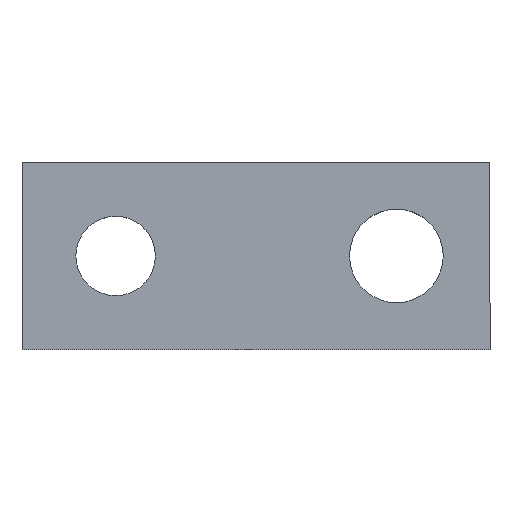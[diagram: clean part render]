
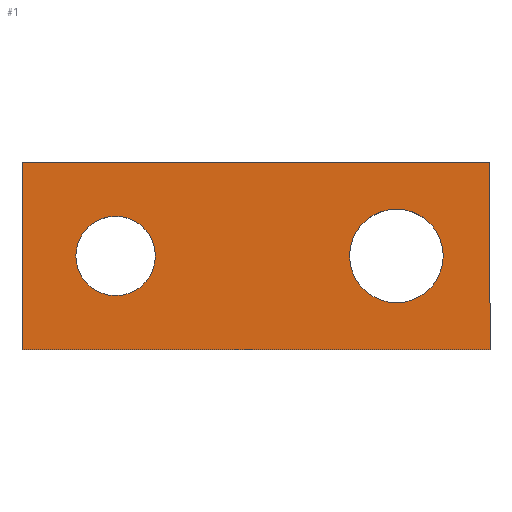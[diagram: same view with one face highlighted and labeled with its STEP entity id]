
A CAD part, top view. The second image highlights one B-rep face of the part: STEP entity #1.
In plain terms, the highlighted planar face has unit normal (0, 0, 1).
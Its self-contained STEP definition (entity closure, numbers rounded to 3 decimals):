
#1 = ADVANCED_FACE ( 'NONE', ( #116, #81, #153 ), #218, .F. ) ;
#15 = EDGE_CURVE ( 'NONE', #291, #238, #90, .T. ) ;
#20 = EDGE_CURVE ( 'NONE', #293, #302, #75, .T. ) ;
#24 = AXIS2_PLACEMENT_3D ( 'NONE', #344, #332, #220 ) ;
#29 = EDGE_CURVE ( 'NONE', #227, #299, #146, .T. ) ;
#30 = EDGE_CURVE ( 'NONE', #299, #227, #129, .T. ) ;
#32 = EDGE_CURVE ( 'NONE', #245, #251, #94, .T. ) ;
#33 = EDGE_CURVE ( 'NONE', #238, #245, #141, .T. ) ;
#34 = EDGE_CURVE ( 'NONE', #251, #291, #128, .T. ) ;
#36 = EDGE_CURVE ( 'NONE', #302, #293, #117, .T. ) ;
#41 = AXIS2_PLACEMENT_3D ( 'NONE', #228, #230, #231 ) ;
#47 = AXIS2_PLACEMENT_3D ( 'NONE', #345, #330, #342 ) ;
#51 = AXIS2_PLACEMENT_3D ( 'NONE', #280, #310, #304 ) ;
#55 = AXIS2_PLACEMENT_3D ( 'NONE', #223, #352, #353 ) ;
#75 = CIRCLE ( 'NONE', #51, 5. ) ;
#79 = EDGE_LOOP ( 'NONE', ( #193, #162, #190, #166 ) ) ;
#80 = VECTOR ( 'NONE', #296, 1000. ) ;
#81 = FACE_OUTER_BOUND ( 'NONE', #79, .T. ) ;
#90 = LINE ( 'NONE', #289, #80 ) ;
#94 = LINE ( 'NONE', #272, #107 ) ;
#95 = ORIENTED_EDGE ( 'NONE', *, *, #20, .F. ) ;
#107 = VECTOR ( 'NONE', #309, 1000. ) ;
#109 = EDGE_LOOP ( 'NONE', ( #95, #201 ) ) ;
#110 = EDGE_LOOP ( 'NONE', ( #198, #170 ) ) ;
#116 = FACE_BOUND ( 'NONE', #110, .T. ) ;
#117 = CIRCLE ( 'NONE', #55, 5. ) ;
#127 = VECTOR ( 'NONE', #348, 1000. ) ;
#128 = LINE ( 'NONE', #347, #127 ) ;
#129 = CIRCLE ( 'NONE', #47, 4.25 ) ;
#141 = LINE ( 'NONE', #329, #175 ) ;
#146 = CIRCLE ( 'NONE', #24, 4.25 ) ;
#153 = FACE_BOUND ( 'NONE', #109, .T. ) ;
#162 = ORIENTED_EDGE ( 'NONE', *, *, #32, .T. ) ;
#166 = ORIENTED_EDGE ( 'NONE', *, *, #15, .T. ) ;
#170 = ORIENTED_EDGE ( 'NONE', *, *, #29, .F. ) ;
#175 = VECTOR ( 'NONE', #327, 1000. ) ;
#190 = ORIENTED_EDGE ( 'NONE', *, *, #34, .T. ) ;
#193 = ORIENTED_EDGE ( 'NONE', *, *, #33, .T. ) ;
#198 = ORIENTED_EDGE ( 'NONE', *, *, #30, .F. ) ;
#201 = ORIENTED_EDGE ( 'NONE', *, *, #36, .F. ) ;
#218 = PLANE ( 'NONE',  #41 ) ;
#220 = DIRECTION ( 'NONE',  ( 1., 0., 0. ) ) ;
#222 = CARTESIAN_POINT ( 'NONE',  ( -10.75, 0., 5. ) ) ;
#223 = CARTESIAN_POINT ( 'NONE',  ( 15., 0., 5. ) ) ;
#227 = VERTEX_POINT ( 'NONE', #222 ) ;
#228 = CARTESIAN_POINT ( 'NONE',  ( -25., -10., 5. ) ) ;
#230 = DIRECTION ( 'NONE',  ( 0., 0., -1. ) ) ;
#231 = DIRECTION ( 'NONE',  ( -1., 0., 0. ) ) ;
#238 = VERTEX_POINT ( 'NONE', #315 ) ;
#245 = VERTEX_POINT ( 'NONE', #341 ) ;
#251 = VERTEX_POINT ( 'NONE', #306 ) ;
#272 = CARTESIAN_POINT ( 'NONE',  ( 25., -10., 5. ) ) ;
#280 = CARTESIAN_POINT ( 'NONE',  ( 15., 0., 5. ) ) ;
#289 = CARTESIAN_POINT ( 'NONE',  ( 25., 10., 5. ) ) ;
#291 = VERTEX_POINT ( 'NONE', #340 ) ;
#293 = VERTEX_POINT ( 'NONE', #343 ) ;
#296 = DIRECTION ( 'NONE',  ( -1., 0., 0. ) ) ;
#299 = VERTEX_POINT ( 'NONE', #359 ) ;
#302 = VERTEX_POINT ( 'NONE', #360 ) ;
#304 = DIRECTION ( 'NONE',  ( 1., 0., 0. ) ) ;
#306 = CARTESIAN_POINT ( 'NONE',  ( 25., -10., 5. ) ) ;
#309 = DIRECTION ( 'NONE',  ( 1., 0., 0. ) ) ;
#310 = DIRECTION ( 'NONE',  ( 0., 0., 1. ) ) ;
#315 = CARTESIAN_POINT ( 'NONE',  ( -25., 10., 5. ) ) ;
#327 = DIRECTION ( 'NONE',  ( 0., -1., 0. ) ) ;
#329 = CARTESIAN_POINT ( 'NONE',  ( -25., 10., 5. ) ) ;
#330 = DIRECTION ( 'NONE',  ( 0., 0., 1. ) ) ;
#332 = DIRECTION ( 'NONE',  ( 0., 0., 1. ) ) ;
#340 = CARTESIAN_POINT ( 'NONE',  ( 25., 10., 5. ) ) ;
#341 = CARTESIAN_POINT ( 'NONE',  ( -25., -10., 5. ) ) ;
#342 = DIRECTION ( 'NONE',  ( 1., 0., 0. ) ) ;
#343 = CARTESIAN_POINT ( 'NONE',  ( 10., 0., 5. ) ) ;
#344 = CARTESIAN_POINT ( 'NONE',  ( -15., 0., 5. ) ) ;
#345 = CARTESIAN_POINT ( 'NONE',  ( -15., 0., 5. ) ) ;
#347 = CARTESIAN_POINT ( 'NONE',  ( 25., 10., 5. ) ) ;
#348 = DIRECTION ( 'NONE',  ( 0., 1., 0. ) ) ;
#352 = DIRECTION ( 'NONE',  ( 0., 0., 1. ) ) ;
#353 = DIRECTION ( 'NONE',  ( 1., 0., 0. ) ) ;
#359 = CARTESIAN_POINT ( 'NONE',  ( -19.25, 0., 5. ) ) ;
#360 = CARTESIAN_POINT ( 'NONE',  ( 20., 0., 5. ) ) ;
